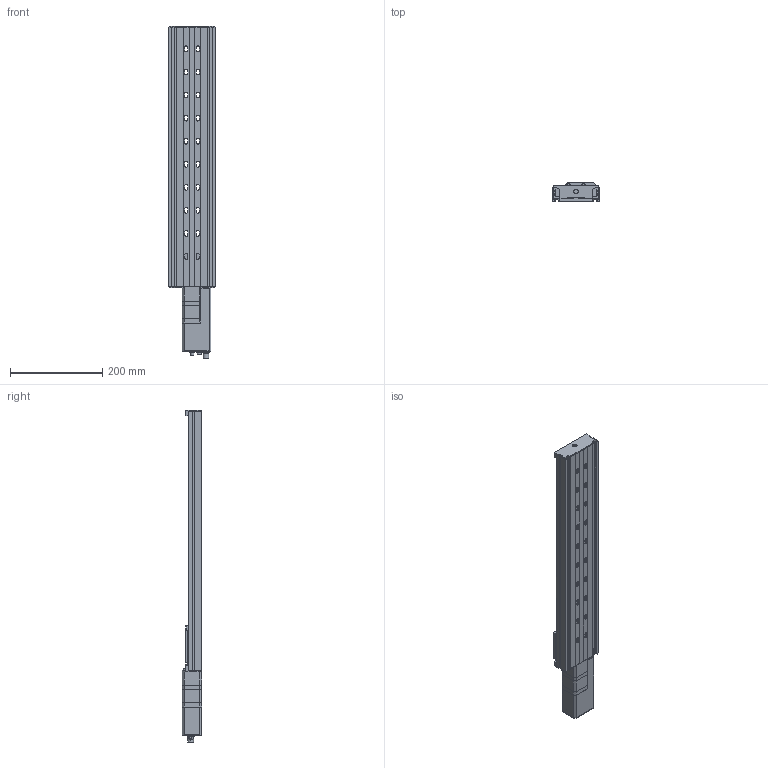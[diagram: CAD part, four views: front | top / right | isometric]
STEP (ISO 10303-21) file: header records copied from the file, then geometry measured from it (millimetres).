
FILE_DESCRIPTION (( 'STEP AP203' ), '1' );
FILE_NAME ('X-LRQ450xL-E01.step', '2023-05-17T23:50:46', ( '' ), ( '' ), 'SwSTEP 2.0', 'SolidWorks 2019', '' );
FILE_SCHEMA (( 'CONFIG_CONTROL_DESIGN' ));
Length unit declared in the file: millimetre
Products named in the file (4): NMS17_motor^LRQ_X-LRQ-E01; X-LRQ450xL-E01; LRQ_carriage^LRQ_LRQ; LRQ_base^LRQ_LRQ450L
Assembly tree (3 placements, depth 2):
  X-LRQ450xL-E01
    LRQ_base^LRQ_LRQ450L
    LRQ_carriage^LRQ_LRQ
    NMS17_motor^LRQ_X-LRQ-E01
Bounding box: 100 x 42.5 x 720.25 mm (x, y, z)
Volume: 1184865.4 mm3; surface area: 409449 mm2
Topology: 37 solids, 37 shells, 1027 faces, 2594 edges, 1713 vertices
Faces by surface type: plane 647, cylinder 342, cone 30, torus 8
Entity records: 31595 total; most frequent: CARTESIAN_POINT 5668, DIRECTION 5357, ORIENTED_EDGE 5172, EDGE_CURVE 2586, VECTOR 1793, LINE 1793, AXIS2_PLACEMENT_3D 1782, VERTEX_POINT 1713
